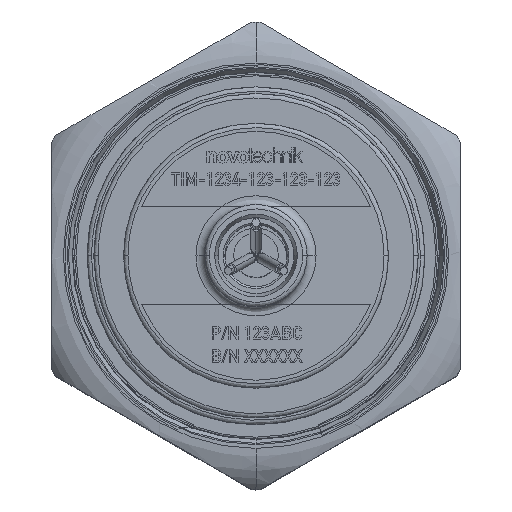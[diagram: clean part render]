
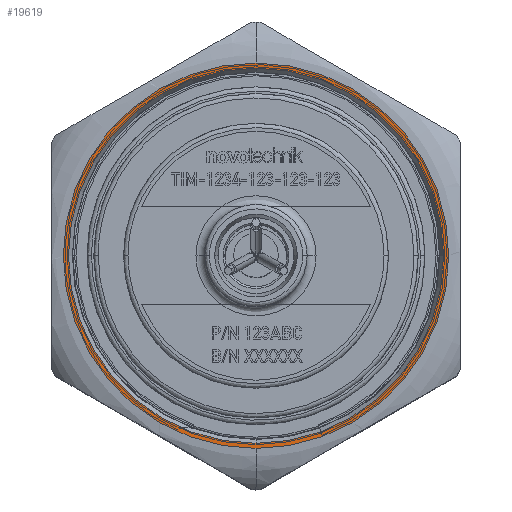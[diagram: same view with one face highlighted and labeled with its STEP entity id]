
A CAD part, top view. The second image highlights one B-rep face of the part: STEP entity #19619.
In plain terms, the highlighted planar face has unit normal (0, 0, 1).
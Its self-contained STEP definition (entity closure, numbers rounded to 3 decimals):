
#1887 = DIRECTION ( 'NONE',  ( 0., 0., -1. ) ) ;
#2782 = DIRECTION ( 'NONE',  ( 0., 0., -1. ) ) ;
#2869 = CIRCLE ( 'NONE', #13046, 21.677 ) ;
#3045 = CARTESIAN_POINT ( 'NONE',  ( 0., 0., 26.3 ) ) ;
#3804 = FACE_OUTER_BOUND ( 'NONE', #6916, .T. ) ;
#4031 = DIRECTION ( 'NONE',  ( 0., 0., 1. ) ) ;
#4193 = ORIENTED_EDGE ( 'NONE', *, *, #7536, .T. ) ;
#4363 = CIRCLE ( 'NONE', #14643, 21.677 ) ;
#6703 = CARTESIAN_POINT ( 'NONE',  ( 0., 21.677, 26.3 ) ) ;
#6916 = EDGE_LOOP ( 'NONE', ( #16945, #10170 ) ) ;
#7047 = CARTESIAN_POINT ( 'NONE',  ( 0., -21.102, 26.3 ) ) ;
#7536 = EDGE_CURVE ( 'NONE', #18570, #15430, #13047, .T. ) ;
#8555 = AXIS2_PLACEMENT_3D ( 'NONE', #27799, #25591, #18978 ) ;
#8610 = VERTEX_POINT ( 'NONE', #22395 ) ;
#9620 = DIRECTION ( 'NONE',  ( 0., 1., 0. ) ) ;
#10170 = ORIENTED_EDGE ( 'NONE', *, *, #23204, .F. ) ;
#10199 = VERTEX_POINT ( 'NONE', #6703 ) ;
#12378 = CARTESIAN_POINT ( 'NONE',  ( 0., 0., 26.3 ) ) ;
#12496 = CARTESIAN_POINT ( 'NONE',  ( 0., 0., 26.3 ) ) ;
#12603 = CARTESIAN_POINT ( 'NONE',  ( 0., 21.102, 26.3 ) ) ;
#13046 = AXIS2_PLACEMENT_3D ( 'NONE', #12496, #27841, #14714 ) ;
#13047 = CIRCLE ( 'NONE', #26218, 21.102 ) ;
#14503 = EDGE_CURVE ( 'NONE', #10199, #8610, #4363, .T. ) ;
#14643 = AXIS2_PLACEMENT_3D ( 'NONE', #21495, #1887, #9620 ) ;
#14714 = DIRECTION ( 'NONE',  ( 0., 1., 0. ) ) ;
#15430 = VERTEX_POINT ( 'NONE', #12603 ) ;
#15632 = CIRCLE ( 'NONE', #8555, 21.102 ) ;
#16449 = PLANE ( 'NONE',  #21222 ) ;
#16501 = EDGE_LOOP ( 'NONE', ( #4193, #16739 ) ) ;
#16739 = ORIENTED_EDGE ( 'NONE', *, *, #21518, .T. ) ;
#16884 = DIRECTION ( 'NONE',  ( 0., -1., 0. ) ) ;
#16945 = ORIENTED_EDGE ( 'NONE', *, *, #14503, .F. ) ;
#18570 = VERTEX_POINT ( 'NONE', #7047 ) ;
#18978 = DIRECTION ( 'NONE',  ( 0., -1., 0. ) ) ;
#19619 = ADVANCED_FACE ( 'NONE', ( #26435, #3804 ), #16449, .T. ) ;
#21182 = DIRECTION ( 'NONE',  ( 0., -1., 0. ) ) ;
#21222 = AXIS2_PLACEMENT_3D ( 'NONE', #3045, #4031, #16884 ) ;
#21495 = CARTESIAN_POINT ( 'NONE',  ( 0., 0., 26.3 ) ) ;
#21518 = EDGE_CURVE ( 'NONE', #15430, #18570, #15632, .T. ) ;
#22395 = CARTESIAN_POINT ( 'NONE',  ( 0., -21.677, 26.3 ) ) ;
#23204 = EDGE_CURVE ( 'NONE', #8610, #10199, #2869, .T. ) ;
#25591 = DIRECTION ( 'NONE',  ( 0., 0., -1. ) ) ;
#26218 = AXIS2_PLACEMENT_3D ( 'NONE', #12378, #2782, #21182 ) ;
#26435 = FACE_BOUND ( 'NONE', #16501, .T. ) ;
#27799 = CARTESIAN_POINT ( 'NONE',  ( 0., 0., 26.3 ) ) ;
#27841 = DIRECTION ( 'NONE',  ( 0., 0., -1. ) ) ;
